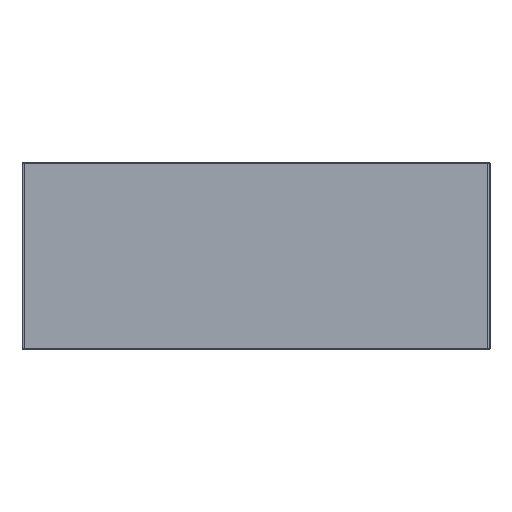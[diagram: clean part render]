
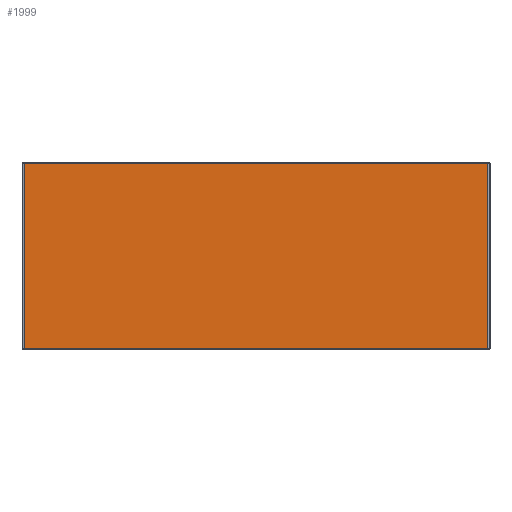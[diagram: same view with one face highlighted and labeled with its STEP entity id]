
A CAD part, left-side view. The second image highlights one B-rep face of the part: STEP entity #1999.
In plain terms, the highlighted free-form (B-spline) face has degree [1, 1] with [2, 2] control points.
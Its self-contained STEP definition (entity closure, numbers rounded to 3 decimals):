
#1781 = VERTEX_POINT('',#1782);
#1782 = CARTESIAN_POINT('',(-3.5,0.99,0.004));
#1816 = VERTEX_POINT('',#1817);
#1817 = CARTESIAN_POINT('',(-3.5,-0.99,0.004));
#1823 = EDGE_CURVE('',#1816,#1781,#1824,.T.);
#1824 = B_SPLINE_CURVE_WITH_KNOTS('',1,(#1825,#1826),.UNSPECIFIED.,.F.,
  .F.,(2,2),(-0.99,0.99),.PIECEWISE_BEZIER_KNOTS.);
#1825 = CARTESIAN_POINT('',(-3.5,-0.99,0.004));
#1826 = CARTESIAN_POINT('',(-3.5,0.99,0.004));
#1877 = VERTEX_POINT('',#1878);
#1878 = CARTESIAN_POINT('',(-3.5,-0.99,0.796));
#1884 = EDGE_CURVE('',#1877,#1816,#1885,.T.);
#1885 = B_SPLINE_CURVE_WITH_KNOTS('',1,(#1886,#1887),.UNSPECIFIED.,.F.,
  .F.,(2,2),(-1.99,-0.01),.PIECEWISE_BEZIER_KNOTS.);
#1886 = CARTESIAN_POINT('',(-3.5,-0.99,0.796));
#1887 = CARTESIAN_POINT('',(-3.5,-0.99,0.004));
#1932 = VERTEX_POINT('',#1933);
#1933 = CARTESIAN_POINT('',(-3.5,0.99,0.796));
#1939 = EDGE_CURVE('',#1932,#1877,#1940,.T.);
#1940 = B_SPLINE_CURVE_WITH_KNOTS('',1,(#1941,#1942),.UNSPECIFIED.,.F.,
  .F.,(2,2),(-0.99,0.99),.PIECEWISE_BEZIER_KNOTS.);
#1941 = CARTESIAN_POINT('',(-3.5,0.99,0.796));
#1942 = CARTESIAN_POINT('',(-3.5,-0.99,0.796));
#1987 = EDGE_CURVE('',#1781,#1932,#1988,.T.);
#1988 = B_SPLINE_CURVE_WITH_KNOTS('',1,(#1989,#1990),.UNSPECIFIED.,.F.,
  .F.,(2,2),(0.01,1.99),.PIECEWISE_BEZIER_KNOTS.);
#1989 = CARTESIAN_POINT('',(-3.5,0.99,0.004));
#1990 = CARTESIAN_POINT('',(-3.5,0.99,0.796));
#1999 = ADVANCED_FACE('',(#2000),#2006,.T.);
#2000 = FACE_BOUND('',#2001,.T.);
#2001 = EDGE_LOOP('',(#2002,#2003,#2004,#2005));
#2002 = ORIENTED_EDGE('',*,*,#1939,.F.);
#2003 = ORIENTED_EDGE('',*,*,#1987,.F.);
#2004 = ORIENTED_EDGE('',*,*,#1823,.F.);
#2005 = ORIENTED_EDGE('',*,*,#1884,.F.);
#2006 = B_SPLINE_SURFACE_WITH_KNOTS('',1,1,(
    (#2007,#2008)
    ,(#2009,#2010
    )),.UNSPECIFIED.,.F.,.F.,.F.,(2,2),(2,2),(-1.99,-0.01),(
    -0.99,0.99),.PIECEWISE_BEZIER_KNOTS.);
#2007 = CARTESIAN_POINT('',(-3.5,0.99,0.796));
#2008 = CARTESIAN_POINT('',(-3.5,-0.99,0.796));
#2009 = CARTESIAN_POINT('',(-3.5,0.99,0.004));
#2010 = CARTESIAN_POINT('',(-3.5,-0.99,0.004));
